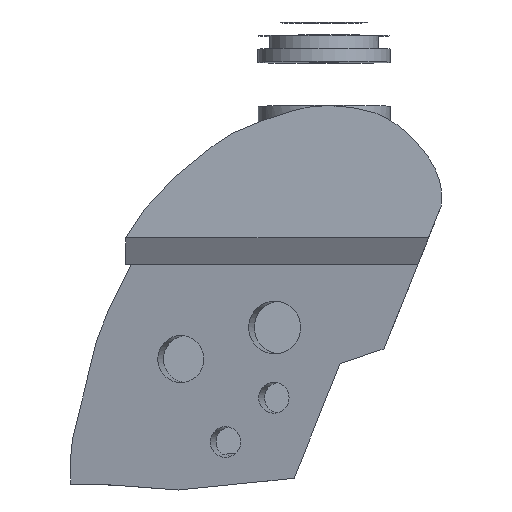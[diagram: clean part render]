
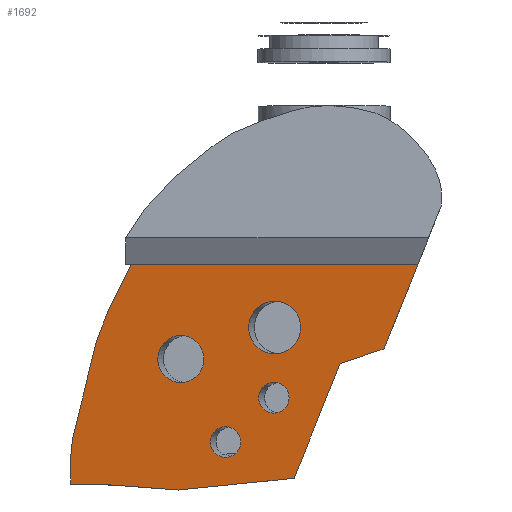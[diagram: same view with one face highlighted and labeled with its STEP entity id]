
A CAD part, left-side view. The second image highlights one B-rep face of the part: STEP entity #1692.
In plain terms, the highlighted planar face has unit normal (-0.983, 0.186, 0.002).
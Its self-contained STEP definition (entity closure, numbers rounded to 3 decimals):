
#48=FACE_BOUND('',#605,.T.);
#49=FACE_BOUND('',#606,.T.);
#50=FACE_BOUND('',#607,.T.);
#51=FACE_BOUND('',#608,.T.);
#94=LINE('',#2490,#255);
#99=LINE('',#2499,#260);
#153=LINE('',#2918,#314);
#158=LINE('',#3321,#319);
#159=LINE('',#3322,#320);
#160=LINE('',#3323,#321);
#255=VECTOR('',#1957,10.);
#260=VECTOR('',#1964,10.);
#314=VECTOR('',#2110,10.);
#319=VECTOR('',#2121,10.);
#320=VECTOR('',#2122,10.);
#321=VECTOR('',#2123,10.);
#420=PLANE('',#1824);
#499=FACE_OUTER_BOUND('',#604,.T.);
#604=EDGE_LOOP('',(#1401,#1402,#1403,#1404,#1405,#1406,#1407,#1408));
#605=EDGE_LOOP('',(#1409));
#606=EDGE_LOOP('',(#1410));
#607=EDGE_LOOP('',(#1411));
#608=EDGE_LOOP('',(#1412));
#680=CIRCLE('',#1791,5.33);
#683=CIRCLE('',#1796,3.5);
#686=CIRCLE('',#1803,6.);
#691=CIRCLE('',#1820,3.5);
#730=B_SPLINE_CURVE_WITH_KNOTS('',3,(#3226,#3227,#3228,#3229,#3230,#3231,
#3232,#3233,#3234,#3235),.UNSPECIFIED.,.F.,.F.,(4,2,2,2,4),(-5.358,
-4.673,-3.919,-3.123,-2.515),
 .UNSPECIFIED.);
#736=B_SPLINE_CURVE_WITH_KNOTS('',3,(#3311,#3312,#3313,#3314,#3315,#3316),
 .UNSPECIFIED.,.F.,.F.,(4,2,4),(-0.807,-0.403,0.),
 .UNSPECIFIED.);
#773=VERTEX_POINT('',#2487);
#774=VERTEX_POINT('',#2489);
#777=VERTEX_POINT('',#2497);
#797=VERTEX_POINT('',#2560);
#801=VERTEX_POINT('',#2571);
#807=VERTEX_POINT('',#2589);
#825=VERTEX_POINT('',#2904);
#830=VERTEX_POINT('',#2915);
#831=VERTEX_POINT('',#2917);
#834=VERTEX_POINT('',#3223);
#835=VERTEX_POINT('',#3225);
#839=VERTEX_POINT('',#3320);
#943=EDGE_CURVE('',#773,#774,#94,.T.);
#948=EDGE_CURVE('',#777,#773,#99,.T.);
#978=EDGE_CURVE('',#797,#797,#680,.T.);
#983=EDGE_CURVE('',#801,#801,#683,.T.);
#993=EDGE_CURVE('',#807,#807,#686,.T.);
#1024=EDGE_CURVE('',#825,#825,#691,.T.);
#1030=EDGE_CURVE('',#830,#831,#153,.T.);
#1036=EDGE_CURVE('',#834,#835,#730,.T.);
#1042=EDGE_CURVE('',#774,#834,#736,.T.);
#1044=EDGE_CURVE('',#839,#777,#158,.T.);
#1045=EDGE_CURVE('',#831,#839,#159,.T.);
#1046=EDGE_CURVE('',#830,#835,#160,.T.);
#1401=ORIENTED_EDGE('',*,*,#1036,.F.);
#1402=ORIENTED_EDGE('',*,*,#1042,.F.);
#1403=ORIENTED_EDGE('',*,*,#943,.F.);
#1404=ORIENTED_EDGE('',*,*,#948,.F.);
#1405=ORIENTED_EDGE('',*,*,#1044,.F.);
#1406=ORIENTED_EDGE('',*,*,#1045,.F.);
#1407=ORIENTED_EDGE('',*,*,#1030,.F.);
#1408=ORIENTED_EDGE('',*,*,#1046,.T.);
#1409=ORIENTED_EDGE('',*,*,#978,.T.);
#1410=ORIENTED_EDGE('',*,*,#983,.T.);
#1411=ORIENTED_EDGE('',*,*,#993,.T.);
#1412=ORIENTED_EDGE('',*,*,#1024,.T.);
#1692=ADVANCED_FACE('',(#499,#48,#49,#50,#51),#420,.F.);
#1791=AXIS2_PLACEMENT_3D('',#2561,#2021,#2022);
#1796=AXIS2_PLACEMENT_3D('',#2572,#2033,#2034);
#1803=AXIS2_PLACEMENT_3D('',#2590,#2052,#2053);
#1820=AXIS2_PLACEMENT_3D('',#2905,#2101,#2102);
#1824=AXIS2_PLACEMENT_3D('',#3319,#2119,#2120);
#1957=DIRECTION('',(0.186,0.98,0.073));
#1964=DIRECTION('',(0.185,0.978,-0.099));
#2021=DIRECTION('center_axis',(0.982,-0.186,-0.002));
#2022=DIRECTION('ref_axis',(-0.186,-0.982,0.));
#2033=DIRECTION('center_axis',(0.982,-0.186,-0.002));
#2034=DIRECTION('ref_axis',(-0.186,-0.982,0.));
#2052=DIRECTION('center_axis',(0.982,-0.186,-0.002));
#2053=DIRECTION('ref_axis',(-0.186,-0.982,0.));
#2101=DIRECTION('center_axis',(0.982,-0.186,-0.002));
#2102=DIRECTION('ref_axis',(-0.186,-0.982,0.));
#2110=DIRECTION('',(0.069,0.371,-0.926));
#2119=DIRECTION('center_axis',(0.982,-0.186,-0.002));
#2120=DIRECTION('ref_axis',(0.069,0.371,-0.926));
#2121=DIRECTION('',(0.069,0.371,-0.926));
#2122=DIRECTION('',(0.177,0.934,-0.31));
#2123=DIRECTION('',(0.186,0.982,0.));
#2487=CARTESIAN_POINT('',(-120.378,11.692,-32.703));
#2489=CARTESIAN_POINT('',(-117.256,28.141,-31.469));
#2490=CARTESIAN_POINT('',(-122.168,2.256,-33.41));
#2497=CARTESIAN_POINT('',(-125.355,-14.583,-30.042));
#2499=CARTESIAN_POINT('',(-124.926,-12.315,-30.272));
#2560=CARTESIAN_POINT('',(-119.437,16.365,-2.992));
#2561=CARTESIAN_POINT('Origin',(-120.43,11.128,-2.992));
#2571=CARTESIAN_POINT('',(-123.799,-6.55,-11.783));
#2572=CARTESIAN_POINT('Origin',(-124.451,-9.989,-11.783));
#2589=CARTESIAN_POINT('',(-123.335,-4.263,4.173));
#2590=CARTESIAN_POINT('Origin',(-124.453,-10.158,4.173));
#2904=CARTESIAN_POINT('',(-121.734,4.434,-21.827));
#2905=CARTESIAN_POINT('Origin',(-122.386,0.996,-21.827));
#2915=CARTESIAN_POINT('',(-130.593,-42.673,18.545));
#2917=CARTESIAN_POINT('',(-129.169,-34.981,-0.686));
#2918=CARTESIAN_POINT('',(-130.602,-42.721,18.665));
#3223=CARTESIAN_POINT('',(-115.752,36.071,-31.351));
#3225=CARTESIAN_POINT('',(-118.267,22.325,18.522));
#3226=CARTESIAN_POINT('Ctrl Pts',(-115.752,36.071,-31.351));
#3227=CARTESIAN_POINT('Ctrl Pts',(-115.653,36.556,-27.18));
#3228=CARTESIAN_POINT('Ctrl Pts',(-115.741,36.05,-22.841));
#3229=CARTESIAN_POINT('Ctrl Pts',(-116.037,34.403,-14.006));
#3230=CARTESIAN_POINT('Ctrl Pts',(-116.324,32.826,-7.556));
#3231=CARTESIAN_POINT('Ctrl Pts',(-116.799,30.233,1.547));
#3232=CARTESIAN_POINT('Ctrl Pts',(-117.028,28.995,4.9));
#3233=CARTESIAN_POINT('Ctrl Pts',(-117.556,26.148,11.157));
#3234=CARTESIAN_POINT('Ctrl Pts',(-117.978,23.882,15.61));
#3235=CARTESIAN_POINT('Ctrl Pts',(-118.267,22.325,18.522));
#3311=CARTESIAN_POINT('Ctrl Pts',(-117.256,28.141,-31.469));
#3312=CARTESIAN_POINT('Ctrl Pts',(-117.005,29.465,-31.45));
#3313=CARTESIAN_POINT('Ctrl Pts',(-116.754,30.789,-31.431));
#3314=CARTESIAN_POINT('Ctrl Pts',(-116.253,33.432,-31.392));
#3315=CARTESIAN_POINT('Ctrl Pts',(-116.003,34.751,-31.372));
#3316=CARTESIAN_POINT('Ctrl Pts',(-115.752,36.071,-31.351));
#3319=CARTESIAN_POINT('Origin',(-122.874,-1.693,-9.77));
#3320=CARTESIAN_POINT('',(-127.283,-25.,-4.));
#3321=CARTESIAN_POINT('',(-126.87,-22.769,-9.576));
#3322=CARTESIAN_POINT('',(-126.558,-21.164,-5.274));
#3323=CARTESIAN_POINT('',(-130.593,-42.673,18.545));
